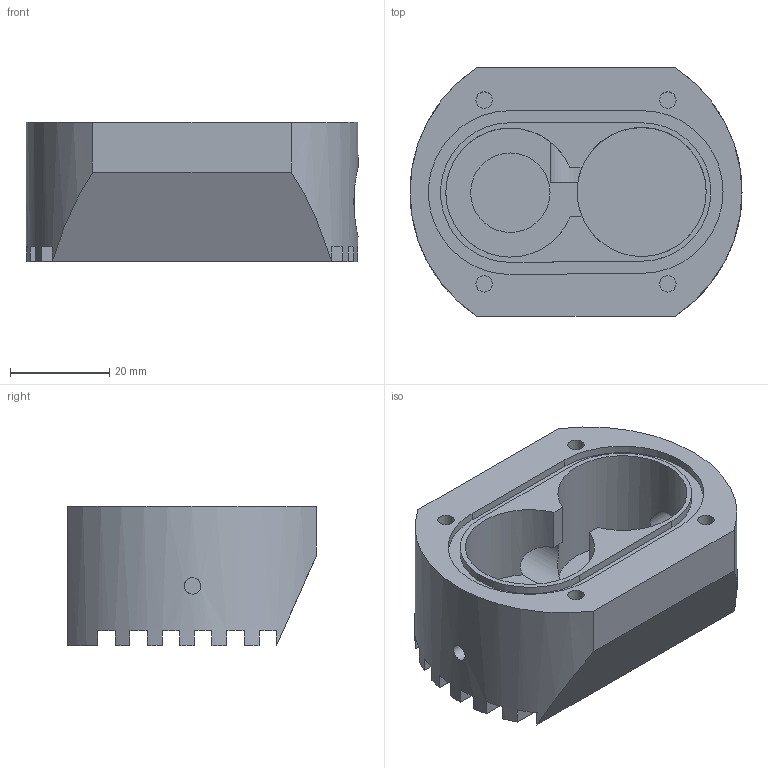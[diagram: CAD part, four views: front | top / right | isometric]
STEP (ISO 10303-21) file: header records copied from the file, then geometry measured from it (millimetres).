
FILE_DESCRIPTION(/* description */ (''),/* implementation_level */ '2;1');
FILE_NAME(/* name */ 'lampe.stp',/* time_stamp */ '2021-06-29T00:34:59+02:00',/* author */ ('pc-fixe'),/* organization */ (''),/* preprocessor_version */ 'ST-DEVELOPER v18.1',/* originating_system */ 'Autodesk Inventor 2022',/* authorisation */ '');
FILE_SCHEMA (('AUTOMOTIVE_DESIGN { 1 0 10303 214 3 1 1 }'));
Length unit declared in the file: millimetre
Products named in the file (1): lampe
Bounding box: 66.83 x 50 x 28 mm (x, y, z)
Volume: 51331.3 mm3; surface area: 17589.7 mm2
Topology: 1 solids, 1 shells, 63 faces, 161 edges, 109 vertices
Faces by surface type: plane 46, cylinder 17
Full cylindrical faces by diameter (mm): 3.3 x5, 9 x1, 11 x1, 14 x1, 16 x1, 26 x1
Entity records: 2112 total; most frequent: CARTESIAN_POINT 486, DIRECTION 336, ORIENTED_EDGE 322, EDGE_CURVE 161, AXIS2_PLACEMENT_3D 122, VERTEX_POINT 109, LINE 92, VECTOR 92
